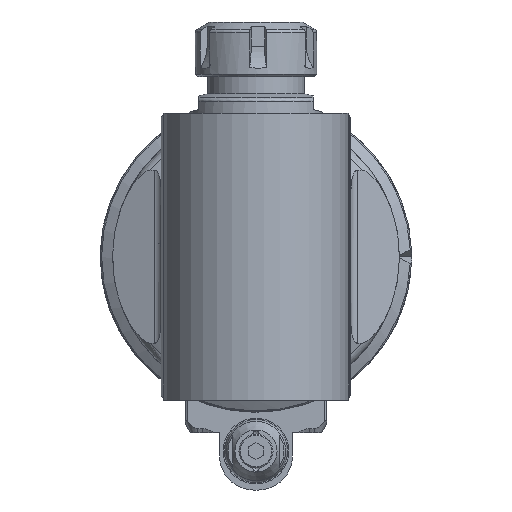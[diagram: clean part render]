
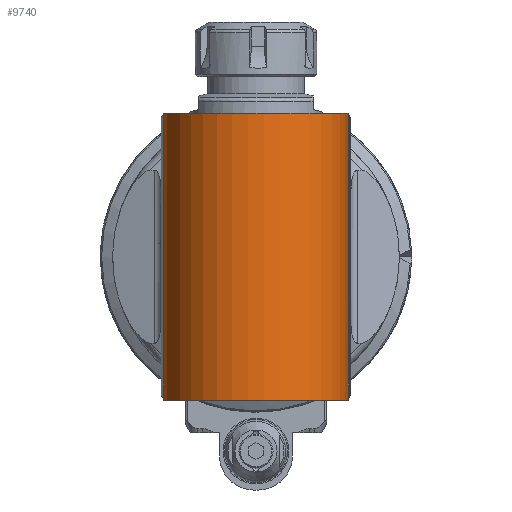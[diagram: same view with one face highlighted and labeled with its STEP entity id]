
A CAD part, front view. The second image highlights one B-rep face of the part: STEP entity #9740.
In plain terms, the highlighted cylindrical face has radius 38 mm (diameter 76 mm), a partial arc.
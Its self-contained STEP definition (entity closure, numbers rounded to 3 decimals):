
#730=CYLINDRICAL_SURFACE('',#10504,38.);
#913=FACE_OUTER_BOUND('',#1511,.T.);
#1511=EDGE_LOOP('',(#6660,#6661,#6662,#6663));
#2161=LINE('',#15073,#2795);
#2170=LINE('',#15224,#2804);
#2795=VECTOR('',#11749,118.);
#2804=VECTOR('',#11808,118.);
#3446=CIRCLE('',#10486,38.);
#3457=CIRCLE('',#10505,38.);
#4033=VERTEX_POINT('',#15070);
#4034=VERTEX_POINT('',#15072);
#4039=VERTEX_POINT('',#15098);
#4069=VERTEX_POINT('',#15223);
#5028=EDGE_CURVE('',#4034,#4033,#2161,.T.);
#5037=EDGE_CURVE('',#4034,#4039,#3446,.T.);
#5074=EDGE_CURVE('',#4069,#4039,#2170,.T.);
#5078=EDGE_CURVE('',#4069,#4033,#3457,.T.);
#6660=ORIENTED_EDGE('',*,*,#5028,.T.);
#6661=ORIENTED_EDGE('',*,*,#5078,.F.);
#6662=ORIENTED_EDGE('',*,*,#5074,.T.);
#6663=ORIENTED_EDGE('',*,*,#5037,.F.);
#9740=ADVANCED_FACE('',(#913),#730,.T.);
#10486=AXIS2_PLACEMENT_3D('',#15099,#11765,#11766);
#10504=AXIS2_PLACEMENT_3D('',#15233,#11810,#11811);
#10505=AXIS2_PLACEMENT_3D('',#15234,#11812,#11813);
#11749=DIRECTION('',(0.,-1.,0.));
#11765=DIRECTION('center_axis',(0.,1.,0.));
#11766=DIRECTION('ref_axis',(0.087,0.,0.996));
#11808=DIRECTION('',(0.,1.,0.));
#11810=DIRECTION('center_axis',(0.,1.,0.));
#11811=DIRECTION('ref_axis',(1.,0.,0.));
#11812=DIRECTION('center_axis',(0.,-1.,0.));
#11813=DIRECTION('ref_axis',(1.,0.,0.));
#15070=CARTESIAN_POINT('',(113.312,-59.,37.855));
#15072=CARTESIAN_POINT('',(113.312,59.,37.855));
#15073=CARTESIAN_POINT('',(113.312,59.,37.855));
#15098=CARTESIAN_POINT('',(113.312,59.,-37.855));
#15099=CARTESIAN_POINT('Origin',(110.,59.,0.));
#15223=CARTESIAN_POINT('',(113.312,-59.,-37.855));
#15224=CARTESIAN_POINT('',(113.312,-59.,-37.855));
#15233=CARTESIAN_POINT('Origin',(110.,-70.8,0.));
#15234=CARTESIAN_POINT('Origin',(110.,-59.,0.));
